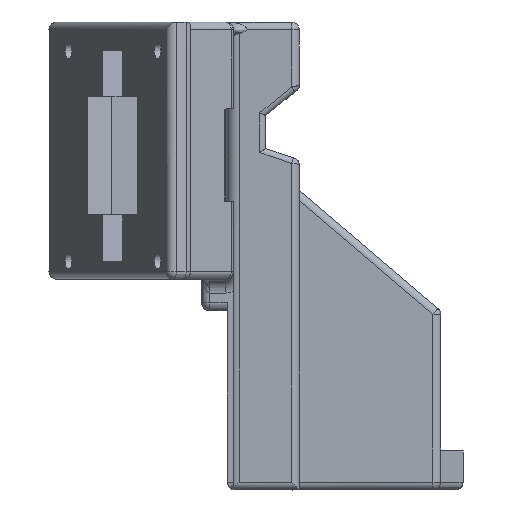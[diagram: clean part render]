
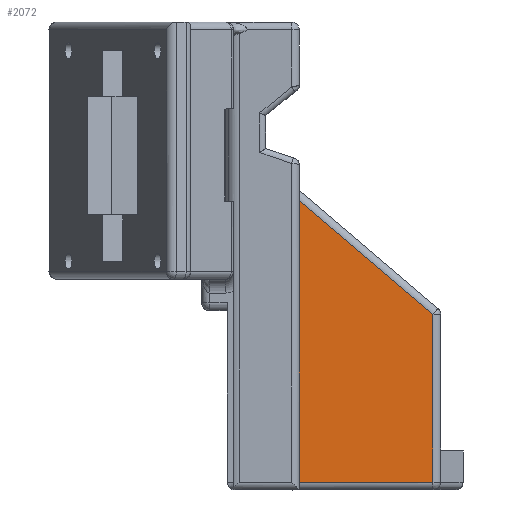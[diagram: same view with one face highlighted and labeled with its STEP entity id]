
A CAD part, front view. The second image highlights one B-rep face of the part: STEP entity #2072.
In plain terms, the highlighted planar face has unit normal (0, -1, 0).
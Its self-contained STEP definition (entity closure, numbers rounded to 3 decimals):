
#237=FACE_OUTER_BOUND('',#366,.T.);
#366=EDGE_LOOP('',(#1459,#1460,#1461,#1462));
#512=LINE('',#3147,#708);
#523=LINE('',#3203,#719);
#530=LINE('',#3259,#726);
#531=LINE('',#3261,#727);
#708=VECTOR('',#2466,10.);
#719=VECTOR('',#2503,10.);
#726=VECTOR('',#2520,10.);
#727=VECTOR('',#2523,10.);
#907=VERTEX_POINT('',#3126);
#909=VERTEX_POINT('',#3145);
#927=VERTEX_POINT('',#3200);
#928=VERTEX_POINT('',#3202);
#1099=EDGE_CURVE('',#909,#907,#512,.T.);
#1120=EDGE_CURVE('',#927,#928,#523,.T.);
#1131=EDGE_CURVE('',#928,#909,#530,.T.);
#1132=EDGE_CURVE('',#907,#927,#531,.T.);
#1459=ORIENTED_EDGE('',*,*,#1099,.F.);
#1460=ORIENTED_EDGE('',*,*,#1131,.F.);
#1461=ORIENTED_EDGE('',*,*,#1120,.F.);
#1462=ORIENTED_EDGE('',*,*,#1132,.F.);
#2015=PLANE('',#2227);
#2072=ADVANCED_FACE('',(#237),#2015,.T.);
#2227=AXIS2_PLACEMENT_3D('',#3260,#2521,#2522);
#2466=DIRECTION('',(-1.,0.,0.));
#2503=DIRECTION('',(0.762,0.,-0.648));
#2520=DIRECTION('',(0.,0.,-1.));
#2521=DIRECTION('center_axis',(0.,-1.,0.));
#2522=DIRECTION('ref_axis',(0.,0.,-1.));
#2523=DIRECTION('',(0.,0.,1.));
#3126=CARTESIAN_POINT('',(-5.,-27.7,-4.));
#3145=CARTESIAN_POINT('',(12.127,-27.7,-4.));
#3147=CARTESIAN_POINT('',(2.474,-27.7,-4.));
#3200=CARTESIAN_POINT('',(-5.,-27.7,32.091));
#3202=CARTESIAN_POINT('',(12.127,-27.7,17.537));
#3203=CARTESIAN_POINT('',(10.785,-27.7,18.678));
#3259=CARTESIAN_POINT('',(12.127,-27.7,7.101));
#3260=CARTESIAN_POINT('Origin',(4.064,-27.7,14.202));
#3261=CARTESIAN_POINT('',(-5.,-27.7,4.601));
